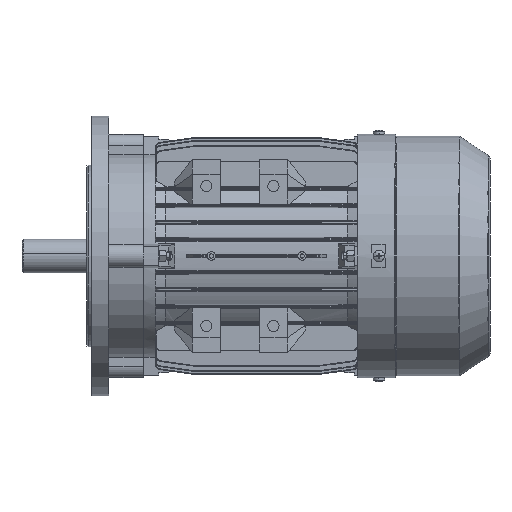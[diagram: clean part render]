
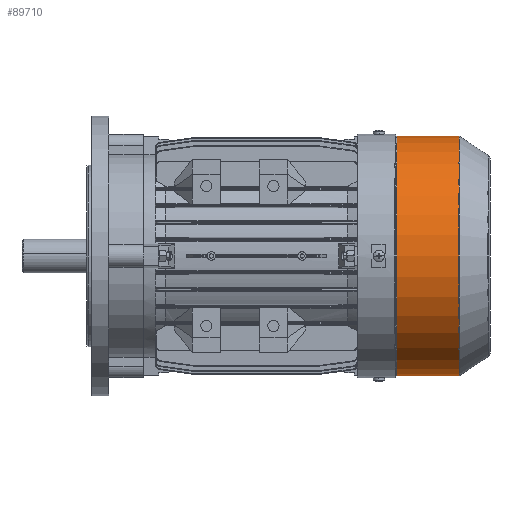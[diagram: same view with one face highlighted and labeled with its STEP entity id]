
A CAD part, front view. The second image highlights one B-rep face of the part: STEP entity #89710.
In plain terms, the highlighted cylindrical face has radius 85.8 mm (diameter 171.6 mm), a partial arc.
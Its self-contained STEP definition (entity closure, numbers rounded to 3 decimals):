
#40149 = VERTEX_POINT ( 'NONE', #43673 ) ;
#40151 = VERTEX_POINT ( 'NONE', #43671 ) ;
#40238 = VERTEX_POINT ( 'NONE', #43891 ) ;
#40243 = VERTEX_POINT ( 'NONE', #43886 ) ;
#40250 = EDGE_CURVE ( 'NONE', #40243, #40151, #43869, .T. ) ;
#40257 = EDGE_CURVE ( 'NONE', #40238, #40149, #42669, .T. ) ;
#42668 = CARTESIAN_POINT ( 'NONE',  ( 0., 0., 85.8 ) ) ;
#42669 = LINE ( 'NONE', #42668, #43280 ) ;
#43270 = DIRECTION ( 'NONE',  ( -1., 0., 0. ) ) ;
#43280 = VECTOR ( 'NONE', #43270, 1000. ) ;
#43671 = CARTESIAN_POINT ( 'NONE',  ( 28.25, 0., -85.8 ) ) ;
#43673 = CARTESIAN_POINT ( 'NONE',  ( 28.25, 0., 85.8 ) ) ;
#43865 = DIRECTION ( 'NONE',  ( -1., 0., 0. ) ) ;
#43866 = VECTOR ( 'NONE', #43865, 1000. ) ;
#43867 = CARTESIAN_POINT ( 'NONE',  ( 0., 0., -85.8 ) ) ;
#43869 = LINE ( 'NONE', #43867, #43866 ) ;
#43886 = CARTESIAN_POINT ( 'NONE',  ( 73., 0., -85.8 ) ) ;
#43891 = CARTESIAN_POINT ( 'NONE',  ( 73., 0., 85.8 ) ) ;
#89708 = EDGE_CURVE ( 'NONE', #40243, #40238, #93069, .T. ) ;
#89710 = ADVANCED_FACE ( 'NONE', ( #93070 ), #93063, .T. ) ;
#89712 = EDGE_LOOP ( 'NONE', ( #89714, #89715, #89718, #89720 ) ) ;
#89714 = ORIENTED_EDGE ( 'NONE', *, *, #40250, .F. ) ;
#89715 = ORIENTED_EDGE ( 'NONE', *, *, #89708, .T. ) ;
#89718 = ORIENTED_EDGE ( 'NONE', *, *, #40257, .T. ) ;
#89720 = ORIENTED_EDGE ( 'NONE', *, *, #89723, .F. ) ;
#89723 = EDGE_CURVE ( 'NONE', #40151, #40149, #93081, .T. ) ;
#93062 = AXIS2_PLACEMENT_3D ( 'NONE', #93064, #93104, #93103 ) ;
#93063 = CYLINDRICAL_SURFACE ( 'NONE', #93062, 85.8 ) ;
#93064 = CARTESIAN_POINT ( 'NONE',  ( 0., 0., 0. ) ) ;
#93065 = DIRECTION ( 'NONE',  ( 0., 0., 1. ) ) ;
#93066 = DIRECTION ( 'NONE',  ( -1., 0., 0. ) ) ;
#93067 = CARTESIAN_POINT ( 'NONE',  ( 73., 0., 0. ) ) ;
#93068 = AXIS2_PLACEMENT_3D ( 'NONE', #93067, #93066, #93065 ) ;
#93069 = CIRCLE ( 'NONE', #93068, 85.8 ) ;
#93070 = FACE_OUTER_BOUND ( 'NONE', #89712, .T. ) ;
#93081 = CIRCLE ( 'NONE', #93137, 85.8 ) ;
#93103 = DIRECTION ( 'NONE',  ( 0., 0., 1. ) ) ;
#93104 = DIRECTION ( 'NONE',  ( -1., 0., 0. ) ) ;
#93134 = DIRECTION ( 'NONE',  ( 0., 0., 1. ) ) ;
#93135 = DIRECTION ( 'NONE',  ( -1., 0., 0. ) ) ;
#93136 = CARTESIAN_POINT ( 'NONE',  ( 28.25, 0., 0. ) ) ;
#93137 = AXIS2_PLACEMENT_3D ( 'NONE', #93136, #93135, #93134 ) ;
